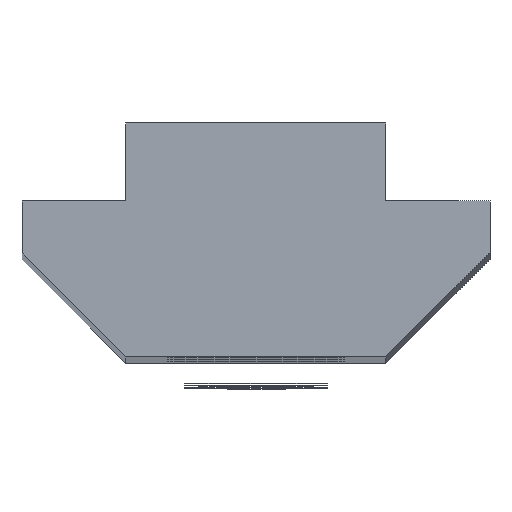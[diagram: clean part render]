
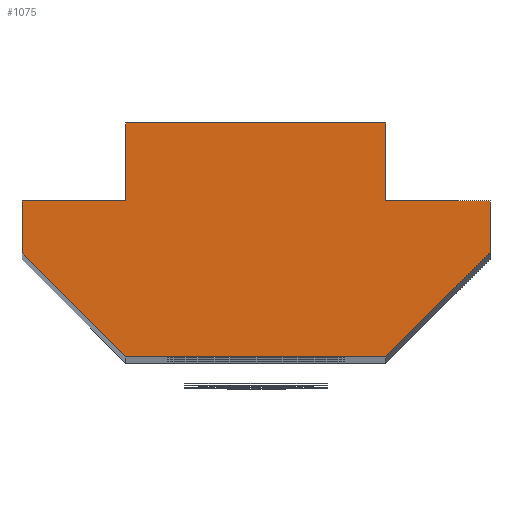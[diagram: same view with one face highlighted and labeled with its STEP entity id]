
A CAD part, top view. The second image highlights one B-rep face of the part: STEP entity #1075.
In plain terms, the highlighted planar face has unit normal (0, 0, 1).
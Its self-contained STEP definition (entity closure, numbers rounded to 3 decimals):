
#65=PLANE('',#1165);
#119=FACE_OUTER_BOUND('',#189,.T.);
#189=EDGE_LOOP('',(#835,#836,#837,#838,#839,#840,#841,#842,#843,#844));
#253=LINE('',#1585,#379);
#257=LINE('',#1594,#383);
#267=LINE('',#1613,#393);
#269=LINE('',#1617,#395);
#270=LINE('',#1619,#396);
#271=LINE('',#1621,#397);
#272=LINE('',#1622,#398);
#273=LINE('',#1624,#399);
#274=LINE('',#1626,#400);
#275=LINE('',#1627,#401);
#379=VECTOR('',#1275,1000.);
#383=VECTOR('',#1281,1000.);
#393=VECTOR('',#1295,1000.);
#395=VECTOR('',#1299,1000.);
#396=VECTOR('',#1300,1000.);
#397=VECTOR('',#1301,1000.);
#398=VECTOR('',#1302,1000.);
#399=VECTOR('',#1303,1000.);
#400=VECTOR('',#1304,1000.);
#401=VECTOR('',#1305,1000.);
#539=VERTEX_POINT('',#1582);
#540=VERTEX_POINT('',#1584);
#543=VERTEX_POINT('',#1591);
#544=VERTEX_POINT('',#1593);
#551=VERTEX_POINT('',#1612);
#552=VERTEX_POINT('',#1616);
#553=VERTEX_POINT('',#1618);
#554=VERTEX_POINT('',#1620);
#555=VERTEX_POINT('',#1623);
#556=VERTEX_POINT('',#1625);
#647=EDGE_CURVE('',#540,#539,#253,.T.);
#651=EDGE_CURVE('',#544,#543,#257,.T.);
#661=EDGE_CURVE('',#551,#540,#267,.T.);
#663=EDGE_CURVE('',#539,#552,#269,.T.);
#664=EDGE_CURVE('',#552,#553,#270,.T.);
#665=EDGE_CURVE('',#553,#554,#271,.T.);
#666=EDGE_CURVE('',#554,#544,#272,.T.);
#667=EDGE_CURVE('',#543,#555,#273,.T.);
#668=EDGE_CURVE('',#555,#556,#274,.T.);
#669=EDGE_CURVE('',#556,#551,#275,.T.);
#835=ORIENTED_EDGE('',*,*,#661,.T.);
#836=ORIENTED_EDGE('',*,*,#647,.T.);
#837=ORIENTED_EDGE('',*,*,#663,.T.);
#838=ORIENTED_EDGE('',*,*,#664,.T.);
#839=ORIENTED_EDGE('',*,*,#665,.T.);
#840=ORIENTED_EDGE('',*,*,#666,.T.);
#841=ORIENTED_EDGE('',*,*,#651,.T.);
#842=ORIENTED_EDGE('',*,*,#667,.T.);
#843=ORIENTED_EDGE('',*,*,#668,.T.);
#844=ORIENTED_EDGE('',*,*,#669,.T.);
#1075=ADVANCED_FACE('',(#119),#65,.T.);
#1165=AXIS2_PLACEMENT_3D('',#1615,#1297,#1298);
#1275=DIRECTION('',(1.,0.,0.));
#1281=DIRECTION('',(-1.,0.,0.));
#1295=DIRECTION('',(0.707,-0.707,0.));
#1297=DIRECTION('center_axis',(0.,0.,1.));
#1298=DIRECTION('ref_axis',(1.,0.,0.));
#1299=DIRECTION('',(0.707,0.707,0.));
#1300=DIRECTION('',(0.,1.,0.));
#1301=DIRECTION('',(-1.,0.,0.));
#1302=DIRECTION('',(0.,1.,0.));
#1303=DIRECTION('',(0.,-1.,0.));
#1304=DIRECTION('',(-1.,0.,0.));
#1305=DIRECTION('',(0.,-1.,0.));
#1582=CARTESIAN_POINT('',(2.119,-2.051,69.857));
#1584=CARTESIAN_POINT('',(-7.881,-2.051,69.857));
#1585=CARTESIAN_POINT('',(2.119,-2.051,69.857));
#1591=CARTESIAN_POINT('',(-7.881,6.949,69.857));
#1593=CARTESIAN_POINT('',(2.119,6.949,69.857));
#1594=CARTESIAN_POINT('',(-7.881,6.949,69.857));
#1612=CARTESIAN_POINT('',(-11.881,1.949,69.857));
#1613=CARTESIAN_POINT('',(-7.881,-2.051,69.857));
#1615=CARTESIAN_POINT('Origin',(-2.881,-7.051,69.857));
#1616=CARTESIAN_POINT('',(6.119,1.949,69.857));
#1617=CARTESIAN_POINT('',(6.119,1.949,69.857));
#1618=CARTESIAN_POINT('',(6.119,3.949,69.857));
#1619=CARTESIAN_POINT('',(6.119,3.949,69.857));
#1620=CARTESIAN_POINT('',(2.119,3.949,69.857));
#1621=CARTESIAN_POINT('',(2.119,3.949,69.857));
#1622=CARTESIAN_POINT('',(2.119,6.949,69.857));
#1623=CARTESIAN_POINT('',(-7.881,3.949,69.857));
#1624=CARTESIAN_POINT('',(-7.881,3.949,69.857));
#1625=CARTESIAN_POINT('',(-11.881,3.949,69.857));
#1626=CARTESIAN_POINT('',(-11.881,3.949,69.857));
#1627=CARTESIAN_POINT('',(-11.881,1.949,69.857));
